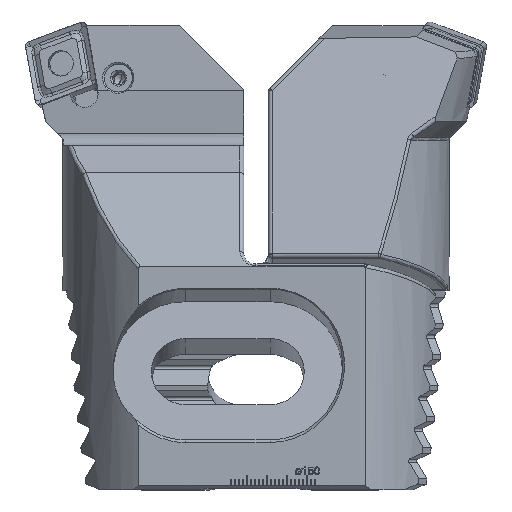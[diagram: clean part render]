
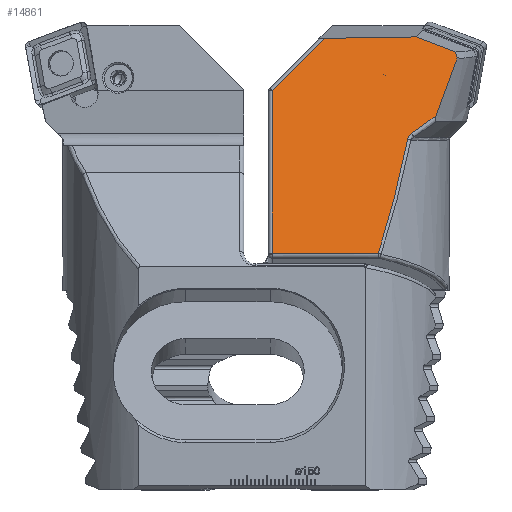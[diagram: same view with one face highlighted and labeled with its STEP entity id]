
A CAD part, top view. The second image highlights one B-rep face of the part: STEP entity #14861.
In plain terms, the highlighted face is planar.
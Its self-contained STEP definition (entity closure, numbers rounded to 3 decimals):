
#56 = CARTESIAN_POINT ( 'NONE',  ( 12.515, -23.334, -27.188 ) ) ;
#79 = CARTESIAN_POINT ( 'NONE',  ( 14.509, -24.836, -27.59 ) ) ;
#242 = CARTESIAN_POINT ( 'NONE',  ( 18.576, -27.741, -28.369 ) ) ;
#319 = CARTESIAN_POINT ( 'NONE',  ( 16.527, -26.31, -27.985 ) ) ;
#614 = DIRECTION ( 'NONE',  ( -1., 0.015, 0.004 ) ) ;
#734 = EDGE_CURVE ( 'NONE', #15761, #10402, #9616, .T. ) ;
#1181 = DIRECTION ( 'NONE',  ( 0.695, -0.695, -0.186 ) ) ;
#1676 = VERTEX_POINT ( 'NONE', #16952 ) ;
#1703 = VECTOR ( 'NONE', #614, 1000. ) ;
#1872 = VERTEX_POINT ( 'NONE', #16321 ) ;
#3182 = ORIENTED_EDGE ( 'NONE', *, *, #13674, .T. ) ;
#3807 = ORIENTED_EDGE ( 'NONE', *, *, #734, .T. ) ;
#4025 = LINE ( 'NONE', #13328, #11084 ) ;
#4113 = EDGE_LOOP ( 'NONE', ( #5836, #15526, #3182, #9706, #3807, #11914, #7982, #4184, #12483, #16137 ) ) ;
#4184 = ORIENTED_EDGE ( 'NONE', *, *, #17837, .T. ) ;
#4567 = EDGE_CURVE ( 'NONE', #16815, #7941, #11802, .T. ) ;
#5629 = DIRECTION ( 'NONE',  ( -1., 0., 0. ) ) ;
#5645 = CARTESIAN_POINT ( 'NONE',  ( 113.15, -57.496, -36.341 ) ) ;
#5836 = ORIENTED_EDGE ( 'NONE', *, *, #4567, .T. ) ;
#5874 = CARTESIAN_POINT ( 'NONE',  ( 19.557, -29.01, -28.709 ) ) ;
#5967 = CARTESIAN_POINT ( 'NONE',  ( 19.51, -28.871, -28.671 ) ) ;
#6035 = CARTESIAN_POINT ( 'NONE',  ( 19.385, -28.605, -28.6 ) ) ;
#6319 = CARTESIAN_POINT ( 'NONE',  ( 7.275, -8.977, -23.341 ) ) ;
#6346 = CARTESIAN_POINT ( 'NONE',  ( 26.846, -57.496, -36.341 ) ) ;
#6501 = CARTESIAN_POINT ( 'NONE',  ( 19.307, -28.477, -28.566 ) ) ;
#6578 = CARTESIAN_POINT ( 'NONE',  ( 8.989, -13.874, -24.653 ) ) ;
#6661 = B_SPLINE_CURVE_WITH_KNOTS ( 'NONE', 3,
 ( #242, #319, #79, #56 ),
 .UNSPECIFIED., .F., .F.,
 ( 4, 4 ),
 ( 0., 0.008 ),
 .UNSPECIFIED. ) ;
#6703 = CARTESIAN_POINT ( 'NONE',  ( 12.515, -23.334, -27.188 ) ) ;
#6727 = CARTESIAN_POINT ( 'NONE',  ( 10.737, -18.662, -25.936 ) ) ;
#6919 = CARTESIAN_POINT ( 'NONE',  ( 18.823, -27.914, -28.415 ) ) ;
#6944 = CARTESIAN_POINT ( 'NONE',  ( 18.576, -27.741, -28.369 ) ) ;
#7090 = CARTESIAN_POINT ( 'NONE',  ( 17.368, -3.739, -21.937 ) ) ;
#7403 = CARTESIAN_POINT ( 'NONE',  ( 19.587, -29.155, -28.747 ) ) ;
#7529 = LINE ( 'NONE', #5645, #14029 ) ;
#7622 = VERTEX_POINT ( 'NONE', #17798 ) ;
#7753 = CARTESIAN_POINT ( 'NONE',  ( 19.587, -29.155, -28.747 ) ) ;
#7770 =( BOUNDED_CURVE ( )  B_SPLINE_CURVE ( 3, ( #13265, #11799, #16021, #7753 ),
 .UNSPECIFIED., .F., .F. ) 
 B_SPLINE_CURVE_WITH_KNOTS ( ( 4, 4 ),
 ( 3.835, 4.064 ),
 .UNSPECIFIED. ) 
 CURVE ( )  GEOMETRIC_REPRESENTATION_ITEM ( )  RATIONAL_B_SPLINE_CURVE ( ( 1., 0.996, 0.996, 1. ) ) 
 REPRESENTATION_ITEM ( '' )  );
#7941 = VERTEX_POINT ( 'NONE', #8352 ) ;
#7982 = ORIENTED_EDGE ( 'NONE', *, *, #17113, .T. ) ;
#8178 = VERTEX_POINT ( 'NONE', #11556 ) ;
#8352 = CARTESIAN_POINT ( 'NONE',  ( 7.275, -8.977, -23.341 ) ) ;
#8443 = B_SPLINE_CURVE_WITH_KNOTS ( 'NONE', 3,
 ( #13338, #13628, #13299, #13278 ),
 .UNSPECIFIED., .F., .F.,
 ( 4, 4 ),
 ( 0., 1. ),
 .UNSPECIFIED. ) ;
#8794 = EDGE_CURVE ( 'NONE', #1872, #8178, #12470, .T. ) ;
#8845 = CARTESIAN_POINT ( 'NONE',  ( 12.515, -23.334, -27.188 ) ) ;
#9201 = VECTOR ( 'NONE', #1181, 1000. ) ;
#9353 = CARTESIAN_POINT ( 'NONE',  ( 74.563, -38.355, -31.212 ) ) ;
#9616 = LINE ( 'NONE', #9353, #9201 ) ;
#9706 = ORIENTED_EDGE ( 'NONE', *, *, #13785, .F. ) ;
#10151 = AXIS2_PLACEMENT_3D ( 'NONE', #16389, #16361, #16347 ) ;
#10402 = VERTEX_POINT ( 'NONE', #17332 ) ;
#11084 = VECTOR ( 'NONE', #12347, 1000. ) ;
#11181 = DIRECTION ( 'NONE',  ( 0., -0.966, -0.259 ) ) ;
#11314 = CARTESIAN_POINT ( 'NONE',  ( 53.25, -2.353, -21.566 ) ) ;
#11556 = CARTESIAN_POINT ( 'NONE',  ( 19.587, -29.155, -28.747 ) ) ;
#11799 = CARTESIAN_POINT ( 'NONE',  ( 24.141, -49.105, -34.093 ) ) ;
#11802 =( BOUNDED_CURVE ( )  B_SPLINE_CURVE ( 3, ( #6703, #6727, #6578, #6319 ),
 .UNSPECIFIED., .F., .F. ) 
 B_SPLINE_CURVE_WITH_KNOTS ( ( 4, 4 ),
 ( 4.218, 4.303 ),
 .UNSPECIFIED. ) 
 CURVE ( )  GEOMETRIC_REPRESENTATION_ITEM ( )  RATIONAL_B_SPLINE_CURVE ( ( 1., 0.999, 0.999, 1. ) ) 
 REPRESENTATION_ITEM ( '' )  );
#11914 = ORIENTED_EDGE ( 'NONE', *, *, #14112, .T. ) ;
#12347 = DIRECTION ( 'NONE',  ( 0.929, 0.356, 0.095 ) ) ;
#12470 = B_SPLINE_CURVE_WITH_KNOTS ( 'NONE', 3,
 ( #6944, #6919, #15016, #6501, #6035, #5967, #5874, #7403 ),
 .UNSPECIFIED., .F., .F.,
 ( 4, 2, 2, 4 ),
 ( 0., 0.001, 0.001, 0.002 ),
 .UNSPECIFIED. ) ;
#12483 = ORIENTED_EDGE ( 'NONE', *, *, #8794, .F. ) ;
#12573 = LINE ( 'NONE', #18237, #1703 ) ;
#12965 = EDGE_CURVE ( 'NONE', #7941, #7622, #8443, .T. ) ;
#13265 = CARTESIAN_POINT ( 'NONE',  ( 26.846, -57.496, -36.341 ) ) ;
#13278 = CARTESIAN_POINT ( 'NONE',  ( 7.826, -7.398, -22.917 ) ) ;
#13299 = CARTESIAN_POINT ( 'NONE',  ( 7.642, -7.924, -23.059 ) ) ;
#13328 = CARTESIAN_POINT ( 'NONE',  ( 100.607, 28.172, -13.387 ) ) ;
#13338 = CARTESIAN_POINT ( 'NONE',  ( 7.275, -8.977, -23.341 ) ) ;
#13628 = CARTESIAN_POINT ( 'NONE',  ( 7.458, -8.451, -23.2 ) ) ;
#13674 = EDGE_CURVE ( 'NONE', #7622, #16979, #4025, .T. ) ;
#13785 = EDGE_CURVE ( 'NONE', #15761, #16979, #12573, .T. ) ;
#14029 = VECTOR ( 'NONE', #5629, 1000. ) ;
#14082 = LINE ( 'NONE', #11314, #17309 ) ;
#14112 = EDGE_CURVE ( 'NONE', #10402, #1676, #14082, .T. ) ;
#14605 = EDGE_CURVE ( 'NONE', #1872, #16815, #6661, .T. ) ;
#14728 = FACE_OUTER_BOUND ( 'NONE', #4113, .T. ) ;
#14861 = ADVANCED_FACE ( 'NONE', ( #14728 ), #16458, .F. ) ;
#15016 = CARTESIAN_POINT ( 'NONE',  ( 19.043, -28.121, -28.47 ) ) ;
#15526 = ORIENTED_EDGE ( 'NONE', *, *, #12965, .T. ) ;
#15761 = VERTEX_POINT ( 'NONE', #17088 ) ;
#16021 = CARTESIAN_POINT ( 'NONE',  ( 21.711, -39.617, -31.551 ) ) ;
#16137 = ORIENTED_EDGE ( 'NONE', *, *, #14605, .T. ) ;
#16321 = CARTESIAN_POINT ( 'NONE',  ( 18.576, -27.741, -28.369 ) ) ;
#16347 = DIRECTION ( 'NONE',  ( 0., -0.966, -0.259 ) ) ;
#16361 = DIRECTION ( 'NONE',  ( 0., -0.259, 0.966 ) ) ;
#16389 = CARTESIAN_POINT ( 'NONE',  ( 113.15, -2.353, -21.566 ) ) ;
#16458 = PLANE ( 'NONE',  #10151 ) ;
#16815 = VERTEX_POINT ( 'NONE', #8845 ) ;
#16952 = CARTESIAN_POINT ( 'NONE',  ( 53.25, -57.496, -36.341 ) ) ;
#16979 = VERTEX_POINT ( 'NONE', #7090 ) ;
#17037 = VERTEX_POINT ( 'NONE', #6346 ) ;
#17088 = CARTESIAN_POINT ( 'NONE',  ( 40.302, -4.094, -22.032 ) ) ;
#17113 = EDGE_CURVE ( 'NONE', #1676, #17037, #7529, .T. ) ;
#17309 = VECTOR ( 'NONE', #11181, 1000. ) ;
#17332 = CARTESIAN_POINT ( 'NONE',  ( 53.25, -17.042, -25.502 ) ) ;
#17798 = CARTESIAN_POINT ( 'NONE',  ( 7.826, -7.398, -22.917 ) ) ;
#17837 = EDGE_CURVE ( 'NONE', #17037, #8178, #7770, .T. ) ;
#18237 = CARTESIAN_POINT ( 'NONE',  ( 113.102, -5.22, -22.334 ) ) ;
